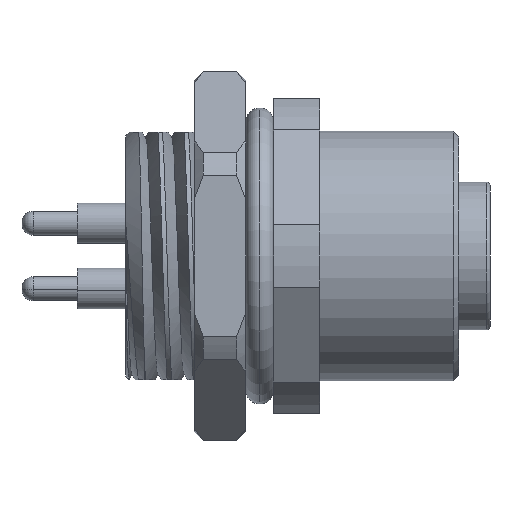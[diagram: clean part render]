
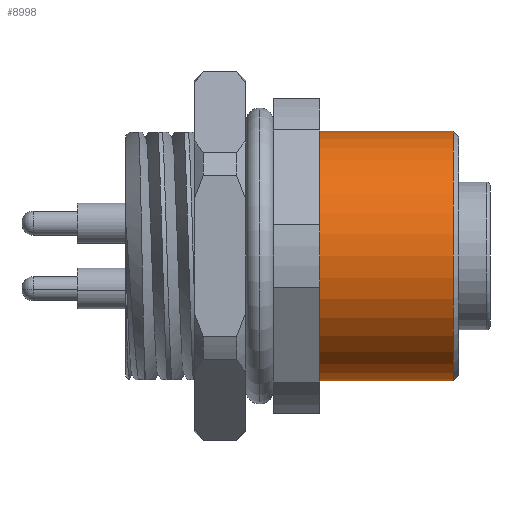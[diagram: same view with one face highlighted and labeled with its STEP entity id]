
A CAD part, front view. The second image highlights one B-rep face of the part: STEP entity #8998.
In plain terms, the highlighted cylindrical face has radius 6.75 mm (diameter 13.5 mm), a partial arc.
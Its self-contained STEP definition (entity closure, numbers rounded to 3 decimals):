
#365 = DIRECTION ( 'NONE',  ( 0., 0., 1. ) ) ;
#417 = CARTESIAN_POINT ( 'NONE',  ( -40.569, 0., 0. ) ) ;
#1090 = CARTESIAN_POINT ( 'NONE',  ( -3., 0., 6.75 ) ) ;
#1183 = FACE_OUTER_BOUND ( 'NONE', #2543, .T. ) ;
#1240 = ORIENTED_EDGE ( 'NONE', *, *, #5774, .T. ) ;
#1524 = CARTESIAN_POINT ( 'NONE',  ( -40.569, 0., 6.75 ) ) ;
#1707 = VERTEX_POINT ( 'NONE', #3196 ) ;
#2256 = DIRECTION ( 'NONE',  ( -1., 0., 0. ) ) ;
#2309 = CARTESIAN_POINT ( 'NONE',  ( -3., 0., 0. ) ) ;
#2487 = ORIENTED_EDGE ( 'NONE', *, *, #2797, .F. ) ;
#2543 = EDGE_LOOP ( 'NONE', ( #2487, #8369, #1240, #8933 ) ) ;
#2664 = CARTESIAN_POINT ( 'NONE',  ( 4.2, 0., 0. ) ) ;
#2684 = CARTESIAN_POINT ( 'NONE',  ( -40.569, 0., -6.75 ) ) ;
#2797 = EDGE_CURVE ( 'NONE', #1707, #9687, #10202, .T. ) ;
#3196 = CARTESIAN_POINT ( 'NONE',  ( 4.2, 0., -6.75 ) ) ;
#3397 = AXIS2_PLACEMENT_3D ( 'NONE', #417, #7898, #365 ) ;
#3481 = VECTOR ( 'NONE', #4891, 1000. ) ;
#4269 = AXIS2_PLACEMENT_3D ( 'NONE', #2309, #2256, #5773 ) ;
#4449 = VERTEX_POINT ( 'NONE', #6191 ) ;
#4486 = CYLINDRICAL_SURFACE ( 'NONE', #3397, 6.75 ) ;
#4891 = DIRECTION ( 'NONE',  ( -1., 0., 0. ) ) ;
#5347 = VERTEX_POINT ( 'NONE', #1090 ) ;
#5514 = VECTOR ( 'NONE', #9159, 1000. ) ;
#5730 = CIRCLE ( 'NONE', #5898, 6.75 ) ;
#5773 = DIRECTION ( 'NONE',  ( 0., 0., 1. ) ) ;
#5774 = EDGE_CURVE ( 'NONE', #4449, #5347, #9059, .T. ) ;
#5898 = AXIS2_PLACEMENT_3D ( 'NONE', #2664, #6016, #9356 ) ;
#6016 = DIRECTION ( 'NONE',  ( -1., 0., 0. ) ) ;
#6191 = CARTESIAN_POINT ( 'NONE',  ( 4.2, 0., 6.75 ) ) ;
#6207 = CIRCLE ( 'NONE', #4269, 6.75 ) ;
#7898 = DIRECTION ( 'NONE',  ( -1., 0., 0. ) ) ;
#8130 = EDGE_CURVE ( 'NONE', #9687, #5347, #6207, .T. ) ;
#8369 = ORIENTED_EDGE ( 'NONE', *, *, #9427, .T. ) ;
#8933 = ORIENTED_EDGE ( 'NONE', *, *, #8130, .F. ) ;
#8998 = ADVANCED_FACE ( 'NONE', ( #1183 ), #4486, .T. ) ;
#9059 = LINE ( 'NONE', #1524, #3481 ) ;
#9159 = DIRECTION ( 'NONE',  ( -1., 0., 0. ) ) ;
#9356 = DIRECTION ( 'NONE',  ( 0., 0., 1. ) ) ;
#9427 = EDGE_CURVE ( 'NONE', #1707, #4449, #5730, .T. ) ;
#9687 = VERTEX_POINT ( 'NONE', #9793 ) ;
#9793 = CARTESIAN_POINT ( 'NONE',  ( -3., 0., -6.75 ) ) ;
#10202 = LINE ( 'NONE', #2684, #5514 ) ;
